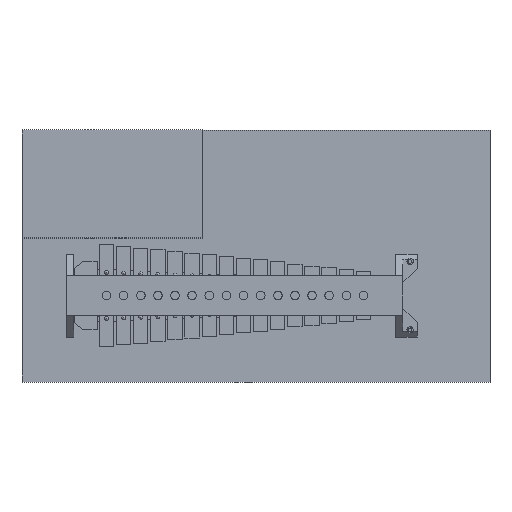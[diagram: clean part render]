
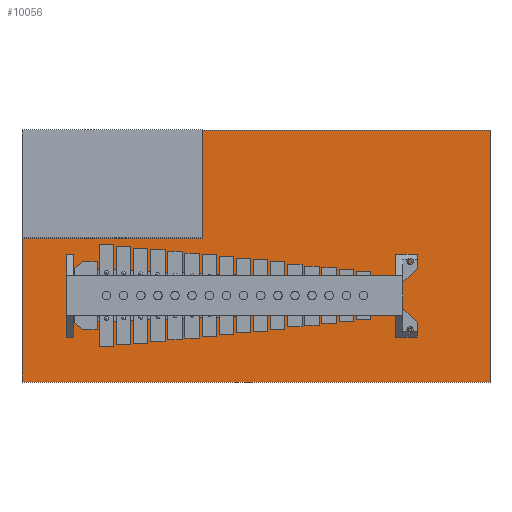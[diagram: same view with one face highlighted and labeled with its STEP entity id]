
A CAD part, top view. The second image highlights one B-rep face of the part: STEP entity #10056.
In plain terms, the highlighted planar face has unit normal (0, 0, 1).
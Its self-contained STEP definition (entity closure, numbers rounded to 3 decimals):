
#1200=FACE_OUTER_BOUND('',#1912,.T.);
#1912=EDGE_LOOP('',(#7905,#7906,#7907,#7908));
#2649=LINE('',#15674,#3661);
#2653=LINE('',#15682,#3665);
#2656=LINE('',#15688,#3668);
#2659=LINE('',#15693,#3671);
#3661=VECTOR('',#12870,10.);
#3665=VECTOR('',#12876,10.);
#3668=VECTOR('',#12881,10.);
#3671=VECTOR('',#12886,10.);
#4733=VERTEX_POINT('',#15672);
#4734=VERTEX_POINT('',#15673);
#4737=VERTEX_POINT('',#15681);
#4739=VERTEX_POINT('',#15687);
#5865=EDGE_CURVE('',#4733,#4734,#2649,.T.);
#5869=EDGE_CURVE('',#4734,#4737,#2653,.T.);
#5872=EDGE_CURVE('',#4737,#4739,#2656,.T.);
#5875=EDGE_CURVE('',#4739,#4733,#2659,.T.);
#7905=ORIENTED_EDGE('',*,*,#5875,.T.);
#7906=ORIENTED_EDGE('',*,*,#5865,.T.);
#7907=ORIENTED_EDGE('',*,*,#5869,.T.);
#7908=ORIENTED_EDGE('',*,*,#5872,.T.);
#9524=PLANE('',#10981);
#10056=ADVANCED_FACE('',(#1200),#9524,.F.);
#10981=AXIS2_PLACEMENT_3D('',#15696,#12890,#12891);
#12870=DIRECTION('',(0.,-1.,0.));
#12876=DIRECTION('',(1.,0.,0.));
#12881=DIRECTION('',(0.,1.,0.));
#12886=DIRECTION('',(-1.,0.,0.));
#12890=DIRECTION('center_axis',(0.,0.,-1.));
#12891=DIRECTION('ref_axis',(1.,0.,0.));
#15672=CARTESIAN_POINT('',(-80.,230.,0.));
#15673=CARTESIAN_POINT('',(-80.,-120.,0.));
#15674=CARTESIAN_POINT('',(-80.,230.,0.));
#15681=CARTESIAN_POINT('',(570.,-120.,0.));
#15682=CARTESIAN_POINT('',(-80.,-120.,0.));
#15687=CARTESIAN_POINT('',(570.,230.,0.));
#15688=CARTESIAN_POINT('',(570.,-120.,0.));
#15693=CARTESIAN_POINT('',(570.,230.,0.));
#15696=CARTESIAN_POINT('Origin',(245.,55.,0.));
